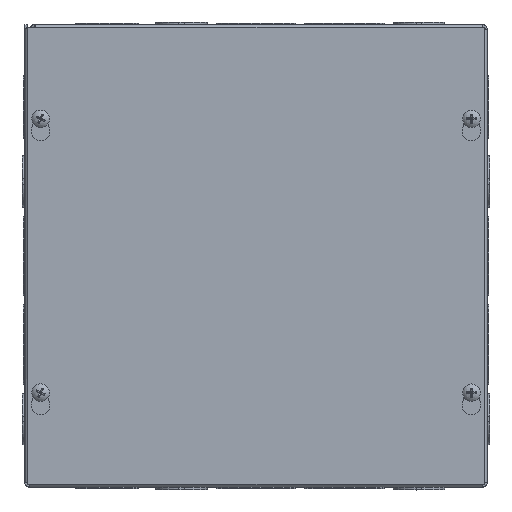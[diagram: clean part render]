
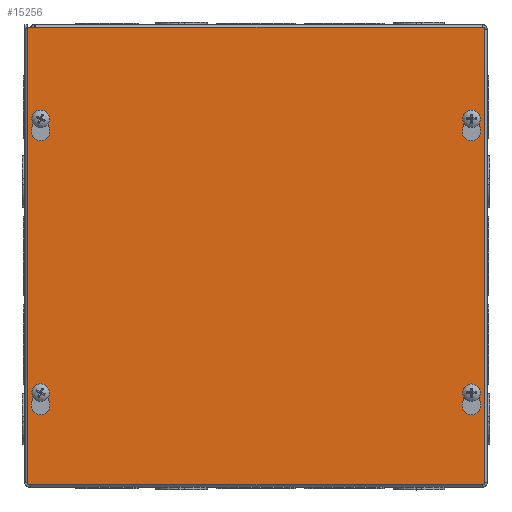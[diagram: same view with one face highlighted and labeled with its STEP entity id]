
A CAD part, top view. The second image highlights one B-rep face of the part: STEP entity #15256.
In plain terms, the highlighted planar face has unit normal (0, 0, 1).
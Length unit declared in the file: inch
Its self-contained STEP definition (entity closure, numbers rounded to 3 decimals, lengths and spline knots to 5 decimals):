
#1642=LINE($,#25342,#3124);
#1646=LINE($,#25352,#3128);
#1649=LINE($,#25360,#3131);
#1653=LINE($,#25372,#3135);
#1658=LINE($,#25390,#3140);
#1662=LINE($,#25400,#3144);
#1665=LINE($,#25408,#3147);
#1669=LINE($,#25420,#3151);
#1671=LINE($,#25428,#3153);
#1675=LINE($,#25436,#3157);
#1678=LINE($,#25442,#3160);
#1681=LINE($,#25447,#3163);
#3124=VECTOR($,#20029,0.26996);
#3128=VECTOR($,#20041,0.26996);
#3131=VECTOR($,#20046,0.26996);
#3135=VECTOR($,#20058,0.26996);
#3140=VECTOR($,#20077,0.26996);
#3144=VECTOR($,#20089,0.26996);
#3147=VECTOR($,#20094,0.26996);
#3151=VECTOR($,#20106,0.26996);
#3153=VECTOR($,#20116,10.);
#3157=VECTOR($,#20122,10.);
#3160=VECTOR($,#20127,10.);
#3163=VECTOR($,#20132,10.);
#3712=PLANE($,#16397);
#4147=FACE_BOUND($,#5901,.T.);
#4148=FACE_BOUND($,#5902,.T.);
#4149=FACE_BOUND($,#5903,.T.);
#4150=FACE_BOUND($,#5904,.T.);
#4151=FACE_BOUND($,#5905,.T.);
#5901=EDGE_LOOP($,(#13434,#13435,#13436,#13437));
#5902=EDGE_LOOP($,(#13438,#13439,#13440,#13441));
#5903=EDGE_LOOP($,(#13442,#13443,#13444,#13445));
#5904=EDGE_LOOP($,(#13446,#13447,#13448,#13449));
#5905=EDGE_LOOP($,(#13450,#13451,#13452,#13453));
#6260=CIRCLE($,#16363,0.203);
#6262=CIRCLE($,#16367,0.125);
#6264=CIRCLE($,#16372,0.125);
#6266=CIRCLE($,#16376,0.203);
#6268=CIRCLE($,#16379,0.203);
#6270=CIRCLE($,#16383,0.125);
#6272=CIRCLE($,#16388,0.125);
#6274=CIRCLE($,#16392,0.203);
#7485=VERTEX_POINT($,#25333);
#7486=VERTEX_POINT($,#25335);
#7488=VERTEX_POINT($,#25341);
#7490=VERTEX_POINT($,#25347);
#7493=VERTEX_POINT($,#25357);
#7494=VERTEX_POINT($,#25359);
#7496=VERTEX_POINT($,#25365);
#7498=VERTEX_POINT($,#25371);
#7501=VERTEX_POINT($,#25381);
#7502=VERTEX_POINT($,#25383);
#7504=VERTEX_POINT($,#25389);
#7506=VERTEX_POINT($,#25395);
#7509=VERTEX_POINT($,#25405);
#7510=VERTEX_POINT($,#25407);
#7512=VERTEX_POINT($,#25413);
#7514=VERTEX_POINT($,#25419);
#7515=VERTEX_POINT($,#25426);
#7516=VERTEX_POINT($,#25427);
#7519=VERTEX_POINT($,#25435);
#7521=VERTEX_POINT($,#25441);
#9393=EDGE_CURVE($,#7486,#7485,#6260,.T.);
#9396=EDGE_CURVE($,#7488,#7486,#1642,.T.);
#9399=EDGE_CURVE($,#7490,#7488,#6262,.T.);
#9402=EDGE_CURVE($,#7485,#7490,#1646,.T.);
#9405=EDGE_CURVE($,#7494,#7493,#1649,.T.);
#9408=EDGE_CURVE($,#7496,#7494,#6264,.T.);
#9411=EDGE_CURVE($,#7498,#7496,#1653,.T.);
#9414=EDGE_CURVE($,#7493,#7498,#6266,.T.);
#9417=EDGE_CURVE($,#7502,#7501,#6268,.T.);
#9420=EDGE_CURVE($,#7504,#7502,#1658,.T.);
#9423=EDGE_CURVE($,#7506,#7504,#6270,.T.);
#9426=EDGE_CURVE($,#7501,#7506,#1662,.T.);
#9429=EDGE_CURVE($,#7510,#7509,#1665,.T.);
#9432=EDGE_CURVE($,#7512,#7510,#6272,.T.);
#9435=EDGE_CURVE($,#7514,#7512,#1669,.T.);
#9438=EDGE_CURVE($,#7509,#7514,#6274,.T.);
#9439=EDGE_CURVE($,#7515,#7516,#1671,.T.);
#9443=EDGE_CURVE($,#7516,#7519,#1675,.T.);
#9446=EDGE_CURVE($,#7519,#7521,#1678,.T.);
#9449=EDGE_CURVE($,#7521,#7515,#1681,.T.);
#13434=ORIENTED_EDGE($,*,*,#9393,.T.);
#13435=ORIENTED_EDGE($,*,*,#9402,.T.);
#13436=ORIENTED_EDGE($,*,*,#9399,.T.);
#13437=ORIENTED_EDGE($,*,*,#9396,.T.);
#13438=ORIENTED_EDGE($,*,*,#9405,.T.);
#13439=ORIENTED_EDGE($,*,*,#9414,.T.);
#13440=ORIENTED_EDGE($,*,*,#9411,.T.);
#13441=ORIENTED_EDGE($,*,*,#9408,.T.);
#13442=ORIENTED_EDGE($,*,*,#9417,.T.);
#13443=ORIENTED_EDGE($,*,*,#9426,.T.);
#13444=ORIENTED_EDGE($,*,*,#9423,.T.);
#13445=ORIENTED_EDGE($,*,*,#9420,.T.);
#13446=ORIENTED_EDGE($,*,*,#9429,.T.);
#13447=ORIENTED_EDGE($,*,*,#9438,.T.);
#13448=ORIENTED_EDGE($,*,*,#9435,.T.);
#13449=ORIENTED_EDGE($,*,*,#9432,.T.);
#13450=ORIENTED_EDGE($,*,*,#9439,.F.);
#13451=ORIENTED_EDGE($,*,*,#9449,.F.);
#13452=ORIENTED_EDGE($,*,*,#9446,.F.);
#13453=ORIENTED_EDGE($,*,*,#9443,.F.);
#15256=ADVANCED_FACE($,(#4147,#4148,#4149,#4150,#4151),#3712,.T.);
#16363=AXIS2_PLACEMENT_3D($,#25336,#20023,#20024);
#16367=AXIS2_PLACEMENT_3D($,#25348,#20035,#20036);
#16372=AXIS2_PLACEMENT_3D($,#25366,#20052,#20053);
#16376=AXIS2_PLACEMENT_3D($,#25376,#20064,#20065);
#16379=AXIS2_PLACEMENT_3D($,#25384,#20071,#20072);
#16383=AXIS2_PLACEMENT_3D($,#25396,#20083,#20084);
#16388=AXIS2_PLACEMENT_3D($,#25414,#20100,#20101);
#16392=AXIS2_PLACEMENT_3D($,#25424,#20112,#20113);
#16397=AXIS2_PLACEMENT_3D($,#25449,#20134,#20135);
#20023=DIRECTION('center_axis',(0.,0.,-1.));
#20024=DIRECTION('ref_axis',(-0.961,0.278,0.));
#20029=DIRECTION($,(0.278,-0.961,0.));
#20035=DIRECTION('center_axis',(0.,0.,-1.));
#20036=DIRECTION('ref_axis',(0.961,0.278,0.));
#20041=DIRECTION($,(0.278,0.961,0.));
#20046=DIRECTION($,(0.278,-0.961,0.));
#20052=DIRECTION('center_axis',(0.,0.,-1.));
#20053=DIRECTION('ref_axis',(0.961,0.278,0.));
#20058=DIRECTION($,(0.278,0.961,0.));
#20064=DIRECTION('center_axis',(0.,0.,-1.));
#20065=DIRECTION('ref_axis',(-0.961,0.278,0.));
#20071=DIRECTION('center_axis',(0.,0.,-1.));
#20072=DIRECTION('ref_axis',(-0.961,0.278,0.));
#20077=DIRECTION($,(0.278,-0.961,0.));
#20083=DIRECTION('center_axis',(0.,0.,-1.));
#20084=DIRECTION('ref_axis',(0.961,0.278,0.));
#20089=DIRECTION($,(0.278,0.961,0.));
#20094=DIRECTION($,(0.278,-0.961,0.));
#20100=DIRECTION('center_axis',(0.,0.,-1.));
#20101=DIRECTION('ref_axis',(0.961,0.278,0.));
#20106=DIRECTION($,(0.278,0.961,0.));
#20112=DIRECTION('center_axis',(0.,0.,-1.));
#20113=DIRECTION('ref_axis',(-0.961,0.278,0.));
#20116=DIRECTION($,(0.,-1.,0.));
#20122=DIRECTION($,(-1.,0.,0.));
#20127=DIRECTION($,(0.,1.,0.));
#20132=DIRECTION($,(1.,0.,0.));
#20134=DIRECTION('center_axis',(0.,0.,1.));
#20135=DIRECTION('ref_axis',(1.,0.,0.));
#25333=CARTESIAN_POINT('',(4.52373,-3.22465,0.062));
#25335=CARTESIAN_POINT('',(4.91377,-3.22465,0.062));
#25336=CARTESIAN_POINT('Origin',(4.71875,-3.281,0.062));
#25341=CARTESIAN_POINT('',(4.83884,-2.9653,0.062));
#25342=CARTESIAN_POINT($,(4.29451,-1.08137,0.062));
#25347=CARTESIAN_POINT('',(4.59866,-2.9653,0.062));
#25348=CARTESIAN_POINT('Origin',(4.71875,-3.,0.062));
#25352=CARTESIAN_POINT($,(4.81688,-2.21006,0.062));
#25357=CARTESIAN_POINT('',(-4.52373,-3.22465,0.062));
#25359=CARTESIAN_POINT('',(-4.59866,-2.9653,0.062));
#25360=CARTESIAN_POINT($,(-4.77941,-2.33973,0.062));
#25365=CARTESIAN_POINT('',(-4.83884,-2.9653,0.062));
#25366=CARTESIAN_POINT('Origin',(-4.71875,-3.,0.062));
#25371=CARTESIAN_POINT('',(-4.91377,-3.22465,0.062));
#25372=CARTESIAN_POINT($,(-4.25704,-0.9517,0.062));
#25376=CARTESIAN_POINT('Origin',(-4.71875,-3.281,0.062));
#25381=CARTESIAN_POINT('',(4.52373,2.77535,0.062));
#25383=CARTESIAN_POINT('',(4.91377,2.77535,0.062));
#25384=CARTESIAN_POINT('Origin',(4.71875,2.719,0.062));
#25389=CARTESIAN_POINT('',(4.83884,3.0347,0.062));
#25390=CARTESIAN_POINT($,(5.09452,2.14978,0.062));
#25395=CARTESIAN_POINT('',(4.59866,3.0347,0.062));
#25396=CARTESIAN_POINT('Origin',(4.71875,3.,0.062));
#25400=CARTESIAN_POINT($,(4.01686,1.02109,0.062));
#25405=CARTESIAN_POINT('',(-4.52373,2.77535,0.062));
#25407=CARTESIAN_POINT('',(-4.59866,3.0347,0.062));
#25408=CARTESIAN_POINT($,(-3.9794,0.89142,0.062));
#25413=CARTESIAN_POINT('',(-4.83884,3.0347,0.062));
#25414=CARTESIAN_POINT('Origin',(-4.71875,3.,0.062));
#25419=CARTESIAN_POINT('',(-4.91377,2.77535,0.062));
#25420=CARTESIAN_POINT($,(-5.05705,2.27945,0.062));
#25424=CARTESIAN_POINT('Origin',(-4.71875,2.719,0.062));
#25426=CARTESIAN_POINT('',(5.,5.,0.062));
#25427=CARTESIAN_POINT('',(5.,-5.,0.062));
#25428=CARTESIAN_POINT($,(5.,5.,0.062));
#25435=CARTESIAN_POINT('',(-5.,-5.,0.062));
#25436=CARTESIAN_POINT($,(5.,-5.,0.062));
#25441=CARTESIAN_POINT('',(-5.,5.,0.062));
#25442=CARTESIAN_POINT($,(-5.,-5.,0.062));
#25447=CARTESIAN_POINT($,(-5.,5.,0.062));
#25449=CARTESIAN_POINT('Origin',(0.,0.,
0.062));
